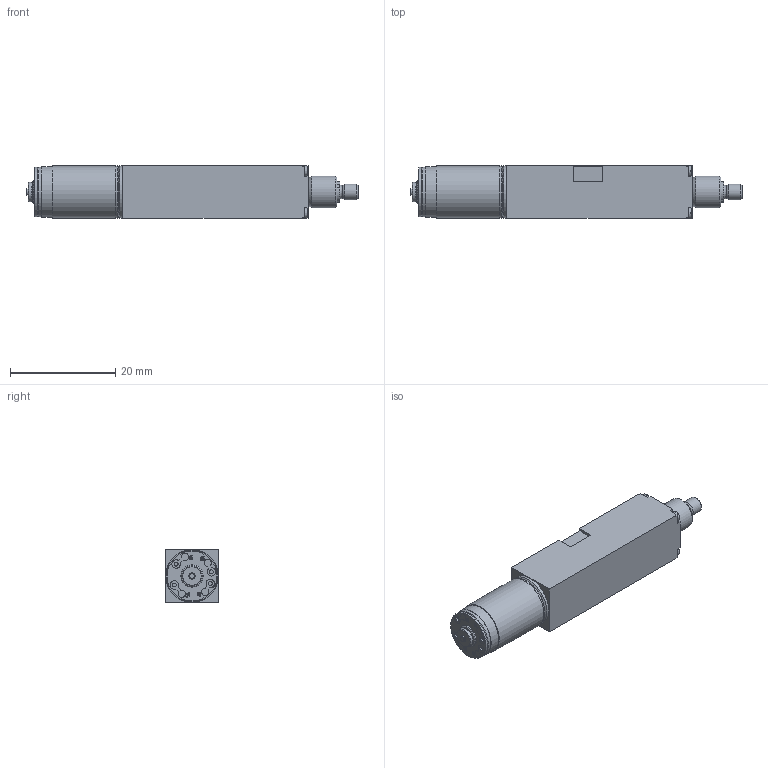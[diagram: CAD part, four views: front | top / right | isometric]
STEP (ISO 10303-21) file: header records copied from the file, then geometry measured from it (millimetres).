
FILE_DESCRIPTION(/* description */ (''),/* implementation_level */ '2;1');
FILE_NAME(/* name */ 'model_product_id20.stp',/* time_stamp */ '2016-07-21T14:07:38+02:00',/* author */ ('SD'),/* organization */ ('Micromotion GmbH Germany'),/* preprocessor_version */ 'ST-DEVELOPER v16.1',/* originating_system */ 'Autodesk Inventor 2016',/* authorisation */ '');
FILE_SCHEMA (('AUTOMOTIVE_DESIGN { 1 0 10303 214 3 1 1 }'));
Length unit declared in the file: millimetre
Products named in the file (1): MLP-10-120-6-ST-SPM0044_Shrinkwrap_1
Bounding box: 63.1 x 10 x 10 mm (x, y, z)
Volume: 4834.3 mm3; surface area: 3015.6 mm2
Topology: 1 solids, 1 shells, 312 faces, 790 edges, 516 vertices
Faces by surface type: plane 192, cylinder 64, bspline 28, cone 18, torus 10
Full cylindrical faces by diameter (mm): 0.75 x4, 1 x1, 1.2 x2, 1.5 x1, 3 x1, 3.7 x1, 4.2 x1, 4.3 x1, 6 x1, 9.5 x2, 9.65 x1, 9.95 x1, 10 x2
Entity records: 11337 total; most frequent: CARTESIAN_POINT 3657, ORIENTED_EDGE 1484, DIRECTION 1428, EDGE_CURVE 742, VERTEX_POINT 507, AXIS2_PLACEMENT_3D 479, LINE 470, VECTOR 470
